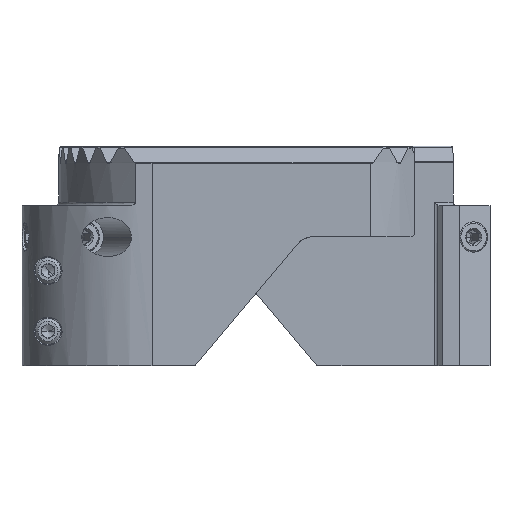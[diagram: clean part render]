
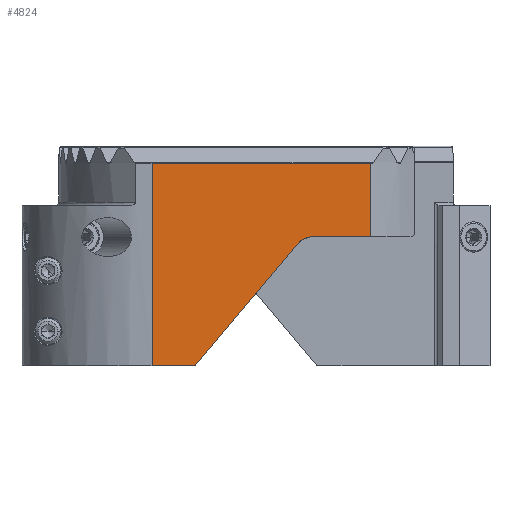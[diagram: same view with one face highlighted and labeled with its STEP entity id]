
A CAD part, front view. The second image highlights one B-rep face of the part: STEP entity #4824.
In plain terms, the highlighted planar face has unit normal (0, -1, 0).
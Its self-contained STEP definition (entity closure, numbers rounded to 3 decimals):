
#4214=VERTEX_POINT('NONE',#10238);
#4540=VERTEX_POINT('NONE',#10604);
#4546=EDGE_CURVE('NONE',#8716,#6304,#10611,.T.);
#4824=ADVANCED_FACE('NONE',(#10919),#10920,.T.);
#6152=EDGE_CURVE('NONE',#4214,#7356,#12363,.T.);
#6304=VERTEX_POINT('NONE',#12531);
#6644=EDGE_CURVE('NONE',#4214,#7242,#12909,.T.);
#7156=VERTEX_POINT('NONE',#13476);
#7242=VERTEX_POINT('NONE',#13578);
#7330=EDGE_CURVE('NONE',#7242,#7156,#13675,.T.);
#7356=VERTEX_POINT('NONE',#13704);
#7746=EDGE_CURVE('NONE',#7356,#4540,#14135,.T.);
#8184=EDGE_CURVE('NONE',#6304,#4540,#14624,.T.);
#8330=EDGE_CURVE('NONE',#7156,#8716,#14779,.T.);
#8716=VERTEX_POINT('NONE',#15200);
#10238=CARTESIAN_POINT('',(21.417,-12.862,0.153));
#10604=CARTESIAN_POINT('',(-12.084,-12.862,-27.911));
#10611=LINE('',#18421,#18422);
#10919=FACE_OUTER_BOUND('',#19116,.T.);
#10920=PLANE('',#19117);
#12363=LINE('',#21906,#21907);
#12531=CARTESIAN_POINT('',(-12.084,-12.862,18.841));
#12909=CIRCLE('',#22913,5.0);
#13476=CARTESIAN_POINT('',(38.416,-12.862,1.939));
#13578=CARTESIAN_POINT('',(25.247,-12.862,1.939));
#13675=LINE('',#24221,#24222);
#13704=CARTESIAN_POINT('',(-2.131,-12.862,-27.911));
#14135=LINE('',#25103,#25104);
#14624=LINE('',#25944,#25945);
#14779=LINE('',#26255,#26256);
#15200=CARTESIAN_POINT('',(38.416,-12.862,18.841));
#18421=CARTESIAN_POINT('',(48.416,-12.862,18.841));
#18422=VECTOR('',#29213,1000.0);
#19116=EDGE_LOOP('',(#29573,#29574,#29575,#29576,#29577,#29578,#29579));
#19117=AXIS2_PLACEMENT_3D('',#29580,#29581,#29582);
#21906=CARTESIAN_POINT('',(43.743,-12.862,26.76));
#21907=VECTOR('',#30972,1000.0);
#22913=AXIS2_PLACEMENT_3D('',#31621,#31622,#31623);
#24221=CARTESIAN_POINT('',(25.247,-12.862,1.939));
#24222=VECTOR('',#32549,1000.0);
#25103=CARTESIAN_POINT('',(-42.084,-12.862,-27.911));
#25104=VECTOR('',#33035,1000.0);
#25944=CARTESIAN_POINT('',(-12.084,-12.862,22.839));
#25945=VECTOR('',#33553,1000.0);
#26255=CARTESIAN_POINT('',(38.416,-12.862,29.154));
#26256=VECTOR('',#33649,1000.0);
#29213=DIRECTION('',(-1.0,0.0,0.0));
#29573=ORIENTED_EDGE('',*,*,#8330,.T.);
#29574=ORIENTED_EDGE('',*,*,#4546,.T.);
#29575=ORIENTED_EDGE('',*,*,#8184,.T.);
#29576=ORIENTED_EDGE('',*,*,#7746,.F.);
#29577=ORIENTED_EDGE('',*,*,#6152,.F.);
#29578=ORIENTED_EDGE('',*,*,#6644,.T.);
#29579=ORIENTED_EDGE('',*,*,#7330,.T.);
#29580=CARTESIAN_POINT('',(48.416,-12.862,22.839));
#29581=DIRECTION('',(0.0,-1.0,0.0));
#29582=DIRECTION('',(0.0,0.0,1.0));
#30972=DIRECTION('',(-0.643,0.0,-0.766));
#31621=CARTESIAN_POINT('',(25.247,-12.862,-3.061));
#31622=DIRECTION('',(-0.0,1.0,0.0));
#31623=DIRECTION('',(1.0,0.0,0.0));
#32549=DIRECTION('',(1.0,0.0,0.0));
#33035=DIRECTION('',(-1.0,0.0,0.));
#33553=DIRECTION('',(0.,0.0,-1.0));
#33649=DIRECTION('',(0.0,-0.0,1.0));
